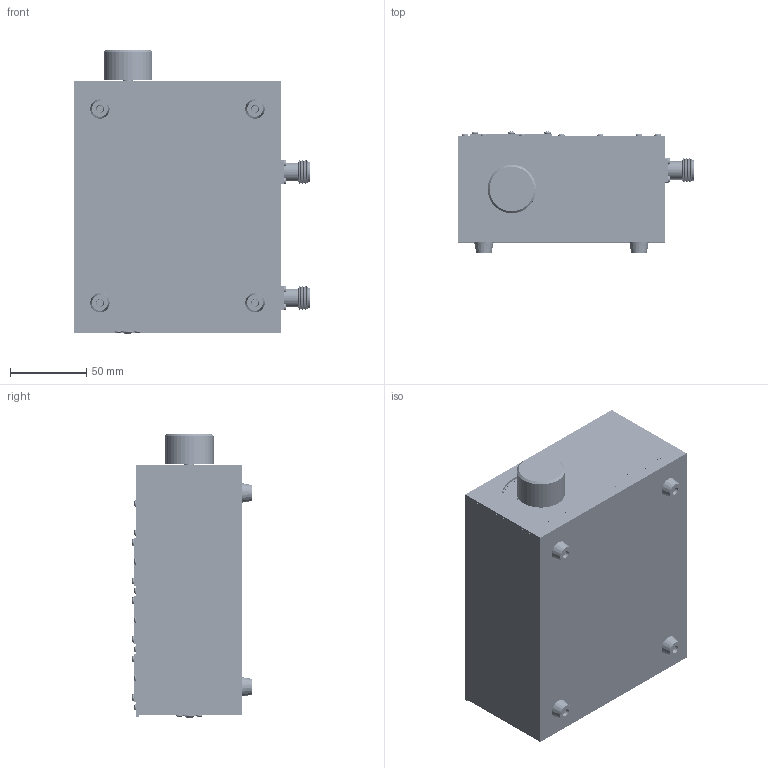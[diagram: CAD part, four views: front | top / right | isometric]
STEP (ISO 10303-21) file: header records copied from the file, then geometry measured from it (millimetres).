
FILE_DESCRIPTION (( 'STEP AP203' ), '1' );
FILE_NAME ('SBRF-0200-0400-01-N_3D.STEP', '2022-09-12T21:22:04', ( '' ), ( '' ), 'SwSTEP 2.0', 'SolidWorks 2021', '' );
FILE_SCHEMA (( 'CONFIG_CONTROL_DESIGN' ));
Length unit declared in the file: inch
Products named in the file (4): Copy of PE8735_N-FEMALE^SBRF-0200-0400-01-N; Copy of SPL2-56.05-1^SBRF-0200-0400-01-N_91772A079; SBRF-0200-0400-01-N_3D; Copy of PE8735-1^SBRF-0200-0400-01-N
Assembly tree (60 placements, depth 2):
  SBRF-0200-0400-01-N_3D
    Copy of PE8735-1^SBRF-0200-0400-01-N
    Copy of PE8735_N-FEMALE^SBRF-0200-0400-01-N  x2
    Copy of SPL2-56.05-1^SBRF-0200-0400-01-N_91772A079  x57
Bounding box: 154.69 x 79.23 x 186.21 mm (x, y, z)
Volume: 165941.5 mm3; surface area: 194686.1 mm2
Topology: 61 solids, 61 shells, 10360 faces, 29768 edges, 19716 vertices
Faces by surface type: cylinder 7062, plane 1952, cone 605, bspline 383, torus 244, sphere 114
Entity records: 61469 total; most frequent: CARTESIAN_POINT 25281, ORIENTED_EDGE 7596, DIRECTION 6172, EDGE_CURVE 3798, VERTEX_POINT 2513, VECTOR 2488, LINE 2488, AXIS2_PLACEMENT_3D 1842
